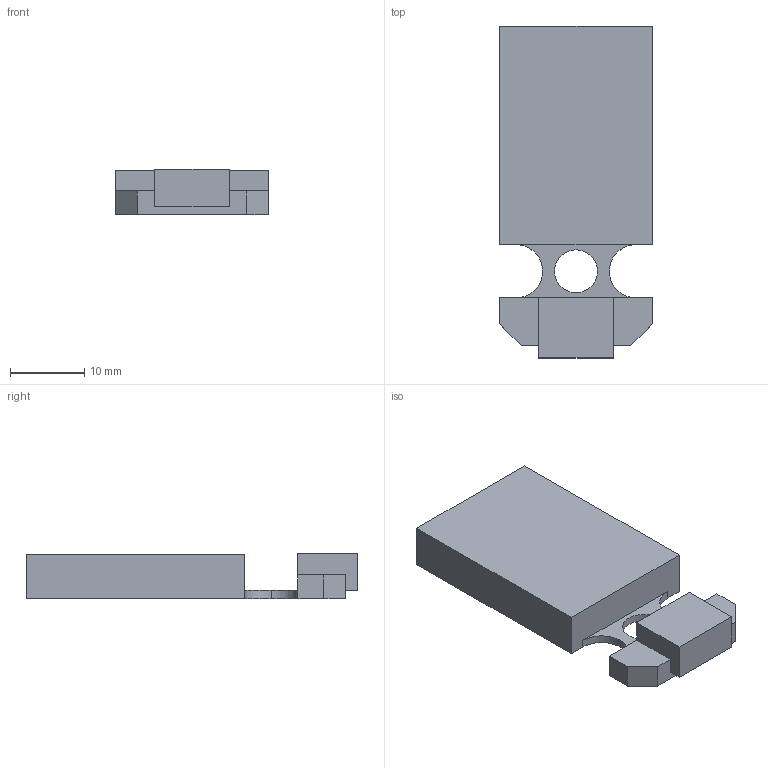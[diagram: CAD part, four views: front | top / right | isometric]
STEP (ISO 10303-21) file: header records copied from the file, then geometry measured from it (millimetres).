
FILE_DESCRIPTION (( 'STEP AP214' ), '1' );
FILE_NAME ('m5-gps.STEP', '2020-05-17T10:33:44', ( '' ), ( '' ), 'SwSTEP 2.0', 'SolidWorks 2015', '' );
FILE_SCHEMA (( 'AUTOMOTIVE_DESIGN' ));
Length unit declared in the file: millimetre
Products named in the file (1): m5-gps
Bounding box: 20.6 x 44.8 x 6.1 mm (x, y, z)
Volume: 4366.2 mm3; surface area: 2479.8 mm2
Topology: 1 solids, 1 shells, 25 faces, 69 edges, 46 vertices
Faces by surface type: plane 20, cylinder 5
Entity records: 831 total; most frequent: CARTESIAN_POINT 141, ORIENTED_EDGE 138, DIRECTION 131, EDGE_CURVE 69, LINE 59, VECTOR 59, VERTEX_POINT 46, AXIS2_PLACEMENT_3D 36
